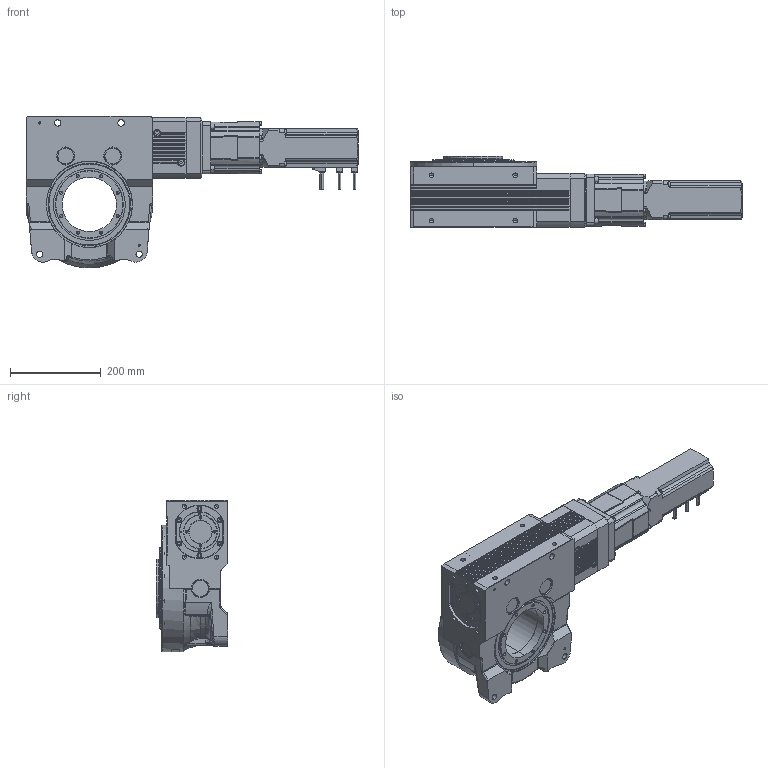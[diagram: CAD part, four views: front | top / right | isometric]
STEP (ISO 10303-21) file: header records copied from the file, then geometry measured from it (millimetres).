
FILE_DESCRIPTION (( 'STEP AP203' ), '1' );
FILE_NAME ('RGV129V4821X000.STEP', '2023-12-22T10:05:29', ( '' ), ( '' ), 'SwSTEP 2.0', 'SolidWorks 2021', '' );
FILE_SCHEMA (( 'CONFIG_CONTROL_DESIGN' ));
Length unit declared in the file: millimetre
Products named in the file (1): RGV129V4821X000
Bounding box: 733.5 x 157 x 335.05 mm (x, y, z)
Volume: 13972888.7 mm3; surface area: 839455.9 mm2
Topology: 1 solids, 1 shells, 2707 faces, 6780 edges, 4188 vertices
Faces by surface type: plane 1231, cylinder 848, cone 412, bspline 178, torus 30, sphere 8
Entity records: 95049 total; most frequent: CARTESIAN_POINT 30999, DIRECTION 13380, ORIENTED_EDGE 13264, EDGE_CURVE 6632, AXIS2_PLACEMENT_3D 4811, VERTEX_POINT 4188, VECTOR 3758, LINE 3758
